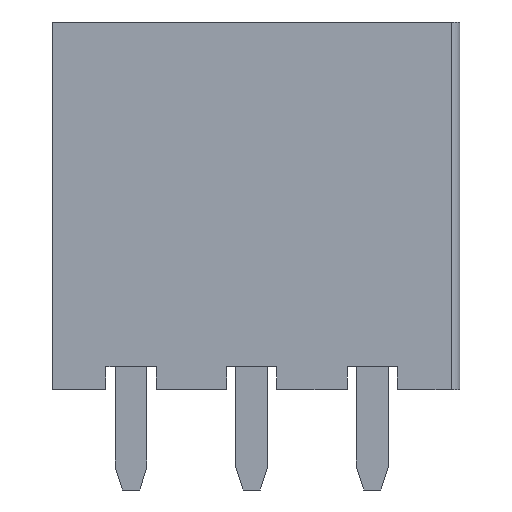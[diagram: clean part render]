
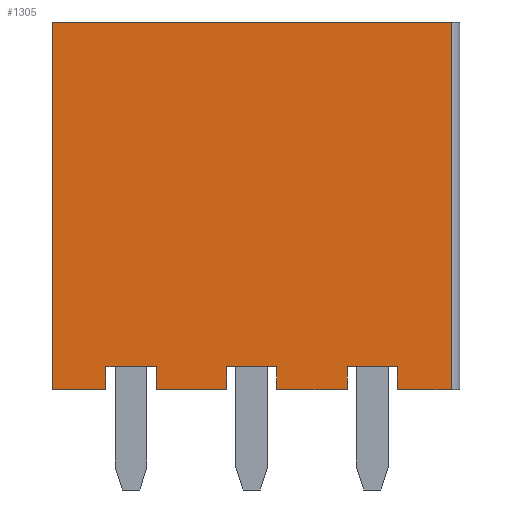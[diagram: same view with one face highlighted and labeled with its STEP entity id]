
A CAD part, front view. The second image highlights one B-rep face of the part: STEP entity #1305.
In plain terms, the highlighted planar face has unit normal (0, -1, 0).
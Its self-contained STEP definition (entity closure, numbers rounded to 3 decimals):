
#200 = VERTEX_POINT('',#201);
#201 = CARTESIAN_POINT('',(-6.938,-4.75,12.88));
#207 = EDGE_CURVE('',#200,#208,#210,.T.);
#208 = VERTEX_POINT('',#209);
#209 = CARTESIAN_POINT('',(6.962,-4.75,12.88));
#210 = LINE('',#211,#212);
#211 = CARTESIAN_POINT('',(-6.938,-4.75,12.88));
#212 = VECTOR('',#213,1.);
#213 = DIRECTION('',(1.,0.,0.));
#366 = VERTEX_POINT('',#367);
#367 = CARTESIAN_POINT('',(5.087,-4.75,0.08));
#448 = VERTEX_POINT('',#449);
#449 = CARTESIAN_POINT('',(6.962,-4.75,0.08));
#455 = EDGE_CURVE('',#366,#448,#456,.T.);
#456 = LINE('',#457,#458);
#457 = CARTESIAN_POINT('',(-6.938,-4.75,0.08));
#458 = VECTOR('',#459,1.);
#459 = DIRECTION('',(1.,0.,0.));
#1287 = VERTEX_POINT('',#1288);
#1288 = CARTESIAN_POINT('',(-6.938,-4.75,0.08));
#1294 = EDGE_CURVE('',#200,#1287,#1295,.T.);
#1295 = LINE('',#1296,#1297);
#1296 = CARTESIAN_POINT('',(-6.938,-4.75,12.88));
#1297 = VECTOR('',#1298,1.);
#1298 = DIRECTION('',(0.,0.,-1.));
#1305 = ADVANCED_FACE('',(#1306),#1411,.T.);
#1306 = FACE_BOUND('',#1307,.T.);
#1307 = EDGE_LOOP('',(#1308,#1318,#1326,#1334,#1342,#1350,#1358,#1366,
    #1374,#1382,#1388,#1389,#1395,#1396,#1397,#1405));
#1308 = ORIENTED_EDGE('',*,*,#1309,.T.);
#1309 = EDGE_CURVE('',#1310,#1312,#1314,.T.);
#1310 = VERTEX_POINT('',#1311);
#1311 = CARTESIAN_POINT('',(-5.063,-4.75,0.88));
#1312 = VERTEX_POINT('',#1313);
#1313 = CARTESIAN_POINT('',(-3.313,-4.75,0.88));
#1314 = LINE('',#1315,#1316);
#1315 = CARTESIAN_POINT('',(-6.938,-4.75,0.88));
#1316 = VECTOR('',#1317,1.);
#1317 = DIRECTION('',(1.,0.,0.));
#1318 = ORIENTED_EDGE('',*,*,#1319,.T.);
#1319 = EDGE_CURVE('',#1312,#1320,#1322,.T.);
#1320 = VERTEX_POINT('',#1321);
#1321 = CARTESIAN_POINT('',(-3.313,-4.75,0.08));
#1322 = LINE('',#1323,#1324);
#1323 = CARTESIAN_POINT('',(-3.313,-4.75,12.88));
#1324 = VECTOR('',#1325,1.);
#1325 = DIRECTION('',(0.,0.,-1.));
#1326 = ORIENTED_EDGE('',*,*,#1327,.T.);
#1327 = EDGE_CURVE('',#1320,#1328,#1330,.T.);
#1328 = VERTEX_POINT('',#1329);
#1329 = CARTESIAN_POINT('',(-0.863,-4.75,0.08));
#1330 = LINE('',#1331,#1332);
#1331 = CARTESIAN_POINT('',(-6.938,-4.75,0.08));
#1332 = VECTOR('',#1333,1.);
#1333 = DIRECTION('',(1.,0.,0.));
#1334 = ORIENTED_EDGE('',*,*,#1335,.T.);
#1335 = EDGE_CURVE('',#1328,#1336,#1338,.T.);
#1336 = VERTEX_POINT('',#1337);
#1337 = CARTESIAN_POINT('',(-0.863,-4.75,0.88));
#1338 = LINE('',#1339,#1340);
#1339 = CARTESIAN_POINT('',(-0.863,-4.75,12.88));
#1340 = VECTOR('',#1341,1.);
#1341 = DIRECTION('',(0.,0.,1.));
#1342 = ORIENTED_EDGE('',*,*,#1343,.T.);
#1343 = EDGE_CURVE('',#1336,#1344,#1346,.T.);
#1344 = VERTEX_POINT('',#1345);
#1345 = CARTESIAN_POINT('',(0.887,-4.75,0.88));
#1346 = LINE('',#1347,#1348);
#1347 = CARTESIAN_POINT('',(-6.938,-4.75,0.88));
#1348 = VECTOR('',#1349,1.);
#1349 = DIRECTION('',(1.,0.,0.));
#1350 = ORIENTED_EDGE('',*,*,#1351,.T.);
#1351 = EDGE_CURVE('',#1344,#1352,#1354,.T.);
#1352 = VERTEX_POINT('',#1353);
#1353 = CARTESIAN_POINT('',(0.887,-4.75,0.08));
#1354 = LINE('',#1355,#1356);
#1355 = CARTESIAN_POINT('',(0.887,-4.75,12.88));
#1356 = VECTOR('',#1357,1.);
#1357 = DIRECTION('',(0.,0.,-1.));
#1358 = ORIENTED_EDGE('',*,*,#1359,.T.);
#1359 = EDGE_CURVE('',#1352,#1360,#1362,.T.);
#1360 = VERTEX_POINT('',#1361);
#1361 = CARTESIAN_POINT('',(3.337,-4.75,0.08));
#1362 = LINE('',#1363,#1364);
#1363 = CARTESIAN_POINT('',(-6.938,-4.75,0.08));
#1364 = VECTOR('',#1365,1.);
#1365 = DIRECTION('',(1.,0.,0.));
#1366 = ORIENTED_EDGE('',*,*,#1367,.T.);
#1367 = EDGE_CURVE('',#1360,#1368,#1370,.T.);
#1368 = VERTEX_POINT('',#1369);
#1369 = CARTESIAN_POINT('',(3.337,-4.75,0.88));
#1370 = LINE('',#1371,#1372);
#1371 = CARTESIAN_POINT('',(3.337,-4.75,12.88));
#1372 = VECTOR('',#1373,1.);
#1373 = DIRECTION('',(0.,0.,1.));
#1374 = ORIENTED_EDGE('',*,*,#1375,.T.);
#1375 = EDGE_CURVE('',#1368,#1376,#1378,.T.);
#1376 = VERTEX_POINT('',#1377);
#1377 = CARTESIAN_POINT('',(5.087,-4.75,0.88));
#1378 = LINE('',#1379,#1380);
#1379 = CARTESIAN_POINT('',(-6.938,-4.75,0.88));
#1380 = VECTOR('',#1381,1.);
#1381 = DIRECTION('',(1.,0.,0.));
#1382 = ORIENTED_EDGE('',*,*,#1383,.T.);
#1383 = EDGE_CURVE('',#1376,#366,#1384,.T.);
#1384 = LINE('',#1385,#1386);
#1385 = CARTESIAN_POINT('',(5.087,-4.75,12.88));
#1386 = VECTOR('',#1387,1.);
#1387 = DIRECTION('',(0.,0.,-1.));
#1388 = ORIENTED_EDGE('',*,*,#455,.T.);
#1389 = ORIENTED_EDGE('',*,*,#1390,.F.);
#1390 = EDGE_CURVE('',#208,#448,#1391,.T.);
#1391 = LINE('',#1392,#1393);
#1392 = CARTESIAN_POINT('',(6.962,-4.75,12.88));
#1393 = VECTOR('',#1394,1.);
#1394 = DIRECTION('',(0.,0.,-1.));
#1395 = ORIENTED_EDGE('',*,*,#207,.F.);
#1396 = ORIENTED_EDGE('',*,*,#1294,.T.);
#1397 = ORIENTED_EDGE('',*,*,#1398,.T.);
#1398 = EDGE_CURVE('',#1287,#1399,#1401,.T.);
#1399 = VERTEX_POINT('',#1400);
#1400 = CARTESIAN_POINT('',(-5.063,-4.75,0.08));
#1401 = LINE('',#1402,#1403);
#1402 = CARTESIAN_POINT('',(-6.938,-4.75,0.08));
#1403 = VECTOR('',#1404,1.);
#1404 = DIRECTION('',(1.,0.,0.));
#1405 = ORIENTED_EDGE('',*,*,#1406,.T.);
#1406 = EDGE_CURVE('',#1399,#1310,#1407,.T.);
#1407 = LINE('',#1408,#1409);
#1408 = CARTESIAN_POINT('',(-5.063,-4.75,12.88));
#1409 = VECTOR('',#1410,1.);
#1410 = DIRECTION('',(0.,0.,1.));
#1411 = PLANE('',#1412);
#1412 = AXIS2_PLACEMENT_3D('',#1413,#1414,#1415);
#1413 = CARTESIAN_POINT('',(-6.938,-4.75,12.88));
#1414 = DIRECTION('',(0.,-1.,0.));
#1415 = DIRECTION('',(0.,0.,1.));
